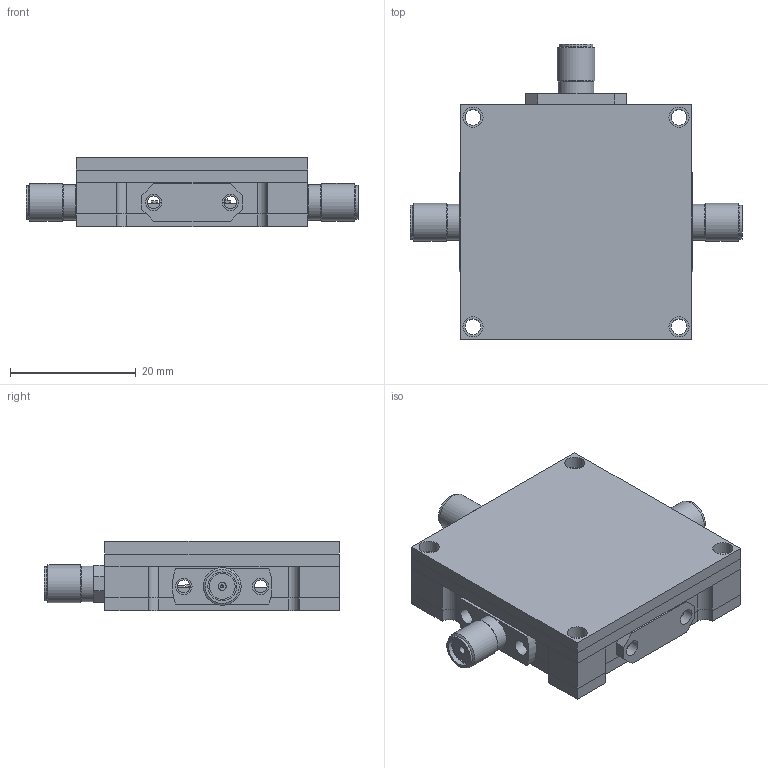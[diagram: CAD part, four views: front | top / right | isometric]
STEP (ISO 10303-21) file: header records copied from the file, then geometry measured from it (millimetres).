
FILE_DESCRIPTION(('FreeCAD Model'),'2;1');
FILE_NAME('Open CASCADE Shape Model','2021-01-21T00:26:25',('Author'),( ''),'Open CASCADE STEP processor 7.4','FreeCAD','Unknown');
FILE_SCHEMA(('CONFIG_CONTROL_DESIGN','SHAPE_APPEARANCE_LAYER_MIM'));
Length unit declared in the file: millimetre
Products named in the file (50): Case_3RF_1DC; Open_CASCADE_STEP_translator_6.9_1; UQFN-16-1EP_3x3mm_P0.5mm_EP1.75x1.75mm; SOLID; 142-1701-626; COMPOUND002; COMPOUND; COMPOUND001; 142-1701-627; COMPOUND005; COMPOUND003; COMPOUND004; 132147-48; COMPOUND006; C_0402_1005Metric; SOLID001; C_0402_1005Metric001; SOLID002; C_0402_1005Metric002; SOLID003; C_0402_1005Metric003; SOLID004; C_0603_1608Metric; SOLID005; L_0402_1005Metric; SOLID006; L_0603_1608Metric; SOLID007; R_0402_1005Metric; SOLID008; R_0402_1005Metric001; SOLID009; C_0402_1005Metric004; SOLID010; R_0402_1005Metric002; SOLID011; R_0402_1005Metric003; SOLID012; C_0402_1005Metric005; SOLID013 ...
Assembly tree (49 placements, depth 5):
  Case_3RF_1DC
    Open_CASCADE_STEP_translator_6.9_1
      UQFN-16-1EP_3x3mm_P0.5mm_EP1.75x1.75mm
        SOLID
      142-1701-626
        COMPOUND002
          COMPOUND
          COMPOUND001
      142-1701-627
        COMPOUND005
          COMPOUND003
          COMPOUND004
      132147-48
        COMPOUND006
      C_0402_1005Metric
        SOLID001
      C_0402_1005Metric001
        SOLID002
      C_0402_1005Metric002
        SOLID003
      C_0402_1005Metric003
        SOLID004
      C_0603_1608Metric
        SOLID005
      L_0402_1005Metric
        SOLID006
      L_0603_1608Metric
        SOLID007
      R_0402_1005Metric
        SOLID008
      R_0402_1005Metric001
        SOLID009
      C_0402_1005Metric004
        SOLID010
      R_0402_1005Metric002
        SOLID011
      R_0402_1005Metric003
        SOLID012
      C_0402_1005Metric005
        SOLID013
      C_0402_1005Metric006
        SOLID014
      L_0402_1005Metric001
        SOLID015
      L_0402_1005Metric002
        SOLID016
      COMPOUND007
    CaseBottom
    CaseCover
    Blank
Bounding box: 52.85 x 47.03 x 11 mm (x, y, z)
Volume: 11631.9 mm3; surface area: 12661.6 mm2
Topology: 26 solids, 26 shells, 828 faces, 2107 edges, 1382 vertices
Faces by surface type: plane 511, cylinder 305, cone 8, revolution 4
Full cylindrical faces by diameter (mm): 0.46 x4, 0.5 x1, 1.27 x3, 2.05 x8, 2.5 x16, 2.591 x4, 2.6 x4, 2.61 x2, 3.2 x8, 3.82 x3, 4.1 x6, 4.597 x3, 4.6 x4, 4.8 x3, 5.385 x3, 5.5 x3, 5.658 x3, 6.008 x3
Entity records: 58993 total; most frequent: CARTESIAN_POINT 10011, DIRECTION 8449, LINE 5088, VECTOR 5088, ORIENTED_EDGE 4214, PCURVE 4214, DEFINITIONAL_REPRESENTATION 4214, EDGE_CURVE 2107
